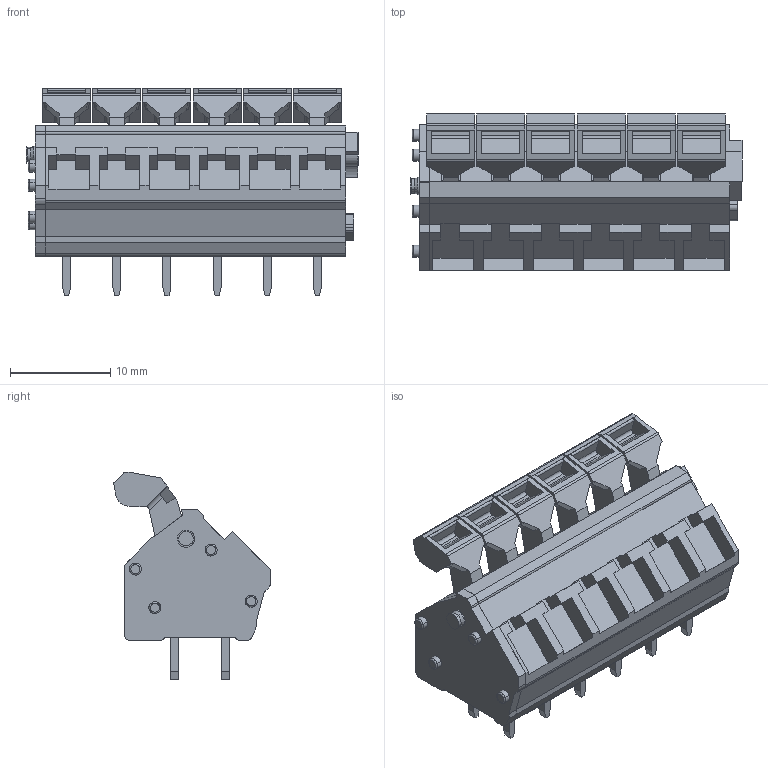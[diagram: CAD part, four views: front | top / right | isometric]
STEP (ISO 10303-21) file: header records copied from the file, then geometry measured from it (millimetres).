
FILE_DESCRIPTION(('CATIA V5 STEP Exchange','CAx-IF Rec.Pracs.--- Model Styling and Organization---1.4--- 2014-01-23'),'2;1');
FILE_NAME ('026348-2_0', '2022-08-09T09:26:27+00:00', ('none'), ('Weidmueller'), 'CATIA Version 5-6 Release 2016 SP3 HF44', 'CATIA V5 STEP AP214', 'none');
FILE_SCHEMA(('AUTOMOTIVE_DESIGN { 1 0 10303 214 1 1 1 1 }'));
Length unit declared in the file: millimetre
Products named in the file (1): 1914640000
Bounding box: 33.1 x 15.6 x 20.65 mm (x, y, z)
Volume: 4657 mm3; surface area: 3485.9 mm2
Topology: 20 solids, 20 shells, 632 faces, 1697 edges, 1122 vertices
Faces by surface type: plane 478, cylinder 130, cone 16, torus 8
Entity records: 19460 total; most frequent: CARTESIAN_POINT 3702, ORIENTED_EDGE 3394, DIRECTION 2641, EDGE_CURVE 1697, VECTOR 1409, LINE 1409, VERTEX_POINT 1122, AXIS2_PLACEMENT_3D 723
